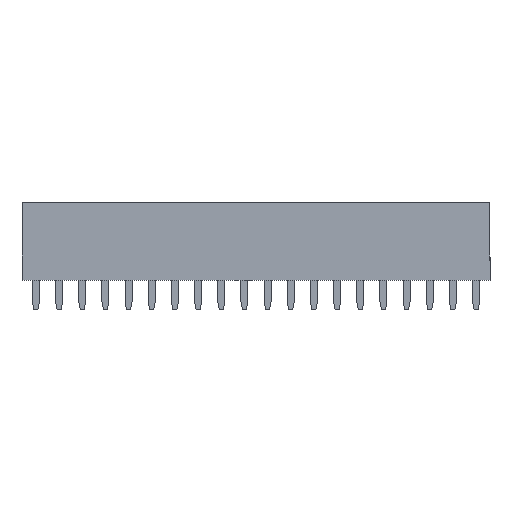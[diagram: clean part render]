
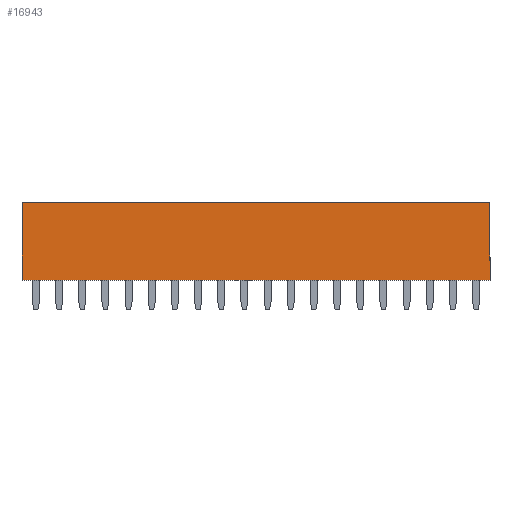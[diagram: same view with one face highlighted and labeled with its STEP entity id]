
A CAD part, top view. The second image highlights one B-rep face of the part: STEP entity #16943.
In plain terms, the highlighted planar face has unit normal (0, 0, 1).
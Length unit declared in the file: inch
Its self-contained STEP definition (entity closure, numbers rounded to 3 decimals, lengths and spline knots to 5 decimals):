
#587 = LINE ( 'NONE', #4040, #7167 ) ;
#768 = ORIENTED_EDGE ( 'NONE', *, *, #15617, .T. ) ;
#1153 = ORIENTED_EDGE ( 'NONE', *, *, #16549, .T. ) ;
#1232 = LINE ( 'NONE', #4305, #3951 ) ;
#1533 = VECTOR ( 'NONE', #4878, 39.37008 ) ;
#2192 = AXIS2_PLACEMENT_3D ( 'NONE', #14212, #10250, #6377 ) ;
#2678 = EDGE_CURVE ( 'NONE', #13166, #16096, #4699, .T. ) ;
#3277 = LINE ( 'NONE', #12935, #17261 ) ;
#3473 = ORIENTED_EDGE ( 'NONE', *, *, #7395, .F. ) ;
#3951 = VECTOR ( 'NONE', #12461, 39.37008 ) ;
#4040 = CARTESIAN_POINT ( 'NONE',  ( -1.01, 0., 0.05 ) ) ;
#4305 = CARTESIAN_POINT ( 'NONE',  ( -1.01, 0.335, 0.05 ) ) ;
#4699 = LINE ( 'NONE', #11904, #1533 ) ;
#4859 = CARTESIAN_POINT ( 'NONE',  ( 1.01, 0., 0.05 ) ) ;
#4878 = DIRECTION ( 'NONE',  ( 0., -1., 0. ) ) ;
#5182 = FACE_OUTER_BOUND ( 'NONE', #14218, .T. ) ;
#6377 = DIRECTION ( 'NONE',  ( -1., 0., 0. ) ) ;
#6388 = DIRECTION ( 'NONE',  ( 1., 0., 0. ) ) ;
#6724 = ORIENTED_EDGE ( 'NONE', *, *, #2678, .F. ) ;
#6833 = CARTESIAN_POINT ( 'NONE',  ( 1.01, 0.335, 0.05 ) ) ;
#7167 = VECTOR ( 'NONE', #12266, 39.37008 ) ;
#7395 = EDGE_CURVE ( 'NONE', #9446, #13166, #3277, .T. ) ;
#7681 = PLANE ( 'NONE',  #2192 ) ;
#9446 = VERTEX_POINT ( 'NONE', #16272 ) ;
#10250 = DIRECTION ( 'NONE',  ( 0., 0., -1. ) ) ;
#11904 = CARTESIAN_POINT ( 'NONE',  ( 1.01, 0.335, 0.05 ) ) ;
#12266 = DIRECTION ( 'NONE',  ( 1., 0., 0. ) ) ;
#12461 = DIRECTION ( 'NONE',  ( 0., -1., 0. ) ) ;
#12935 = CARTESIAN_POINT ( 'NONE',  ( 1.01, 0.335, 0.05 ) ) ;
#13166 = VERTEX_POINT ( 'NONE', #6833 ) ;
#14212 = CARTESIAN_POINT ( 'NONE',  ( -1.01, 0.335, 0.05 ) ) ;
#14218 = EDGE_LOOP ( 'NONE', ( #6724, #3473, #1153, #768 ) ) ;
#14492 = VERTEX_POINT ( 'NONE', #16243 ) ;
#15617 = EDGE_CURVE ( 'NONE', #14492, #16096, #587, .T. ) ;
#16096 = VERTEX_POINT ( 'NONE', #4859 ) ;
#16243 = CARTESIAN_POINT ( 'NONE',  ( -1.01, 0., 0.05 ) ) ;
#16272 = CARTESIAN_POINT ( 'NONE',  ( -1.01, 0.335, 0.05 ) ) ;
#16549 = EDGE_CURVE ( 'NONE', #9446, #14492, #1232, .T. ) ;
#16943 = ADVANCED_FACE ( 'NONE', ( #5182 ), #7681, .F. ) ;
#17261 = VECTOR ( 'NONE', #6388, 39.37008 ) ;
